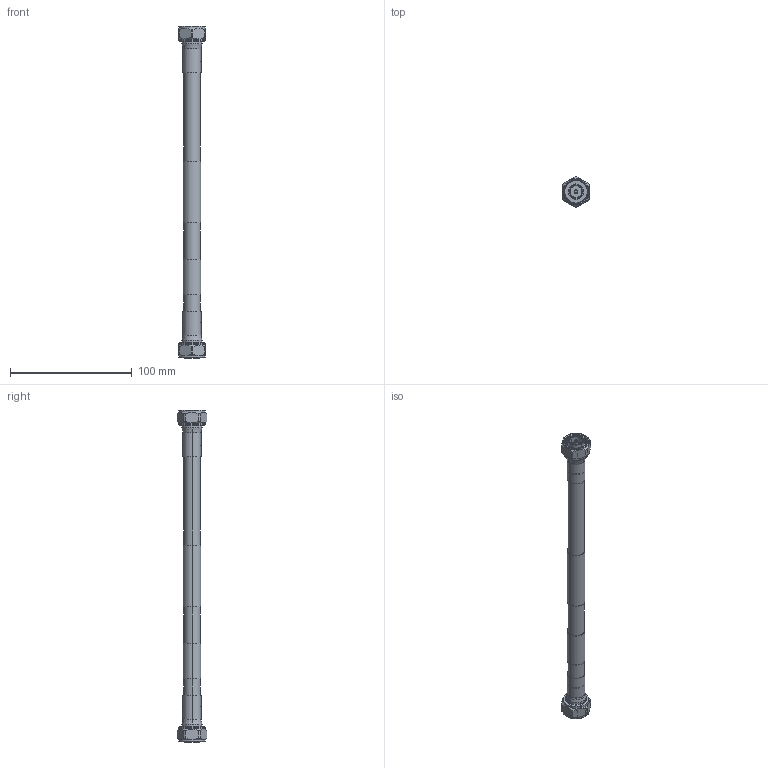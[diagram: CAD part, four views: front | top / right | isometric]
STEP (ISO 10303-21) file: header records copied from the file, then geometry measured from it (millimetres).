
FILE_DESCRIPTION (( 'STEP AP214' ), '1' );
FILE_NAME ('LCCA31011.step', '2022-10-04T19:13:13', ( '' ), ( '' ), 'SwSTEP 2.0', 'SolidWorks 2021', '' );
FILE_SCHEMA (( 'AUTOMOTIVE_DESIGN' ));
Length unit declared in the file: inch
Products named in the file (3): SPF-500^LCCA31011_SPF-500; Copy of TC-SPP500-4310M-LP^LCCA31011; LCCA31011
Assembly tree (3 placements, depth 2):
  LCCA31011
    SPF-500^LCCA31011_SPF-500
    Copy of TC-SPP500-4310M-LP^LCCA31011  x2
Bounding box: 22 x 24.62 x 272.66 mm (x, y, z)
Volume: 42791.1 mm3; surface area: 22027.7 mm2
Topology: 3 solids, 11 shells, 288 faces, 640 edges, 396 vertices
Faces by surface type: cylinder 148, cone 76, plane 58, bspline 6
Entity records: 5852 total; most frequent: CARTESIAN_POINT 2358, DIRECTION 735, ORIENTED_EDGE 666, EDGE_CURVE 333, AXIS2_PLACEMENT_3D 307, VERTEX_POINT 208, EDGE_LOOP 171, ADVANCED_FACE 152
